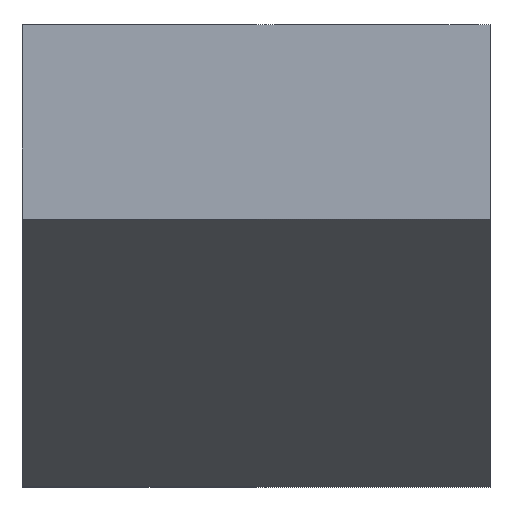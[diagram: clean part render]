
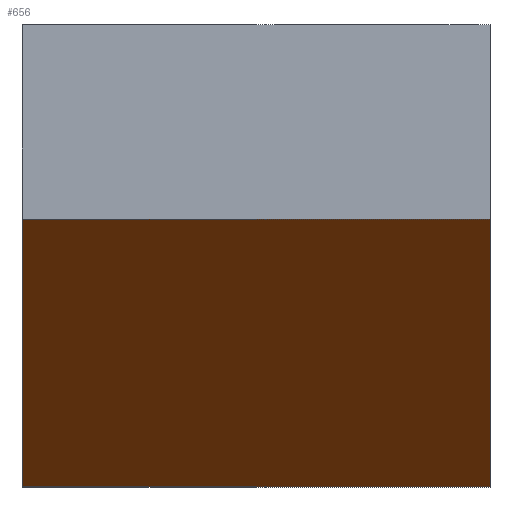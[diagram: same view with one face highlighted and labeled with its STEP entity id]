
A CAD part, top view. The second image highlights one B-rep face of the part: STEP entity #656.
In plain terms, the highlighted planar face has unit normal (0, -0.832, 0.555).
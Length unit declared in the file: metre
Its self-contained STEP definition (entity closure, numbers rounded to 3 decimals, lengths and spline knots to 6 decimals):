
#69=ORIENTED_EDGE('',*,*,#224,.F.);
#70=ORIENTED_EDGE('',*,*,#228,.F.);
#71=ORIENTED_EDGE('',*,*,#231,.F.);
#72=ORIENTED_EDGE('',*,*,#233,.F.);
#224=EDGE_CURVE('',#312,#314,#371,.T.);
#228=EDGE_CURVE('',#315,#312,#375,.T.);
#231=EDGE_CURVE('',#317,#315,#378,.T.);
#233=EDGE_CURVE('',#314,#317,#380,.T.);
#312=VERTEX_POINT('',#978);
#314=VERTEX_POINT('',#981);
#315=VERTEX_POINT('',#986);
#317=VERTEX_POINT('',#992);
#371=LINE('',#980,#458);
#375=LINE('',#988,#462);
#378=LINE('',#993,#465);
#380=LINE('',#996,#467);
#458=VECTOR('',#784,1.);
#462=VECTOR('',#790,1.);
#465=VECTOR('',#795,1.);
#467=VECTOR('',#799,1.);
#532=EDGE_LOOP('',(#69,#70,#71,#72));
#579=FACE_BOUND('',#532,.T.);
#617=PLANE('',#710);
#656=ADVANCED_FACE('',(#579),#617,.T.);
#710=AXIS2_PLACEMENT_3D('',#998,#802,#803);
#784=DIRECTION('',(0.,0.555,0.832));
#790=DIRECTION('',(-1.,0.,0.));
#795=DIRECTION('',(0.,-0.555,-0.832));
#799=DIRECTION('',(1.,0.,0.));
#802=DIRECTION('',(0.,-0.832,0.555));
#803=DIRECTION('',(-1.,0.,0.));
#978=CARTESIAN_POINT('',(0.02054,0.035572,0.009365));
#980=CARTESIAN_POINT('',(0.02054,0.045572,0.024365));
#981=CARTESIAN_POINT('',(0.02054,0.045572,0.024365));
#986=CARTESIAN_POINT('',(0.038061,0.035572,0.009365));
#988=CARTESIAN_POINT('',(0.02054,0.035572,0.009365));
#992=CARTESIAN_POINT('',(0.038061,0.045572,0.024365));
#993=CARTESIAN_POINT('',(0.038061,0.045152,0.023734));
#996=CARTESIAN_POINT('',(0.038061,0.045572,0.024365));
#998=CARTESIAN_POINT('',(0.0293,0.045572,0.024365));
